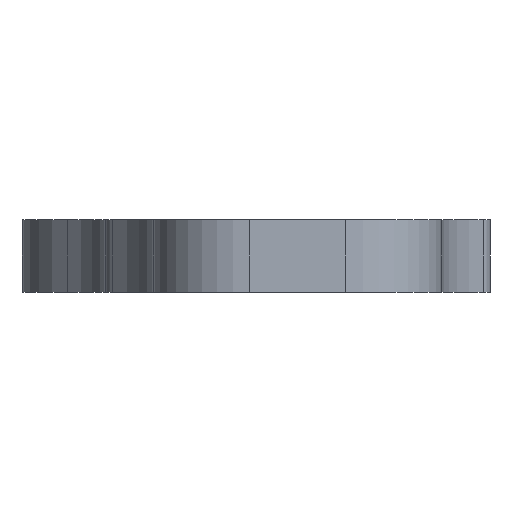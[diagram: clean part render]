
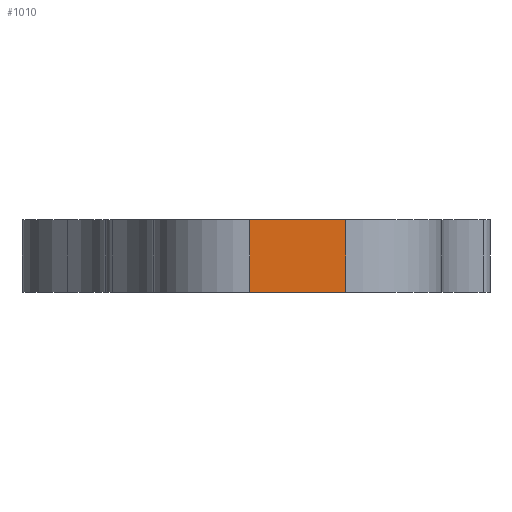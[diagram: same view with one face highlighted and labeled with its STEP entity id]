
A CAD part, left-side view. The second image highlights one B-rep face of the part: STEP entity #1010.
In plain terms, the highlighted planar face has unit normal (-1, 0, 0).
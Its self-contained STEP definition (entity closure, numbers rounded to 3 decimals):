
#38=PLANE('',#1120);
#75=FACE_OUTER_BOUND('',#132,.T.);
#132=EDGE_LOOP('',(#796,#797,#798,#799));
#180=LINE('',#1536,#272);
#199=LINE('',#1621,#291);
#200=LINE('',#1624,#292);
#219=LINE('',#1679,#311);
#272=VECTOR('',#1215,10.);
#291=VECTOR('',#1288,10.);
#292=VECTOR('',#1291,10.);
#311=VECTOR('',#1356,10.);
#427=VERTEX_POINT('',#1533);
#428=VERTEX_POINT('',#1535);
#467=VERTEX_POINT('',#1619);
#468=VERTEX_POINT('',#1623);
#532=EDGE_CURVE('',#427,#428,#180,.T.);
#575=EDGE_CURVE('',#467,#427,#199,.T.);
#576=EDGE_CURVE('',#428,#468,#200,.T.);
#604=EDGE_CURVE('',#468,#467,#219,.T.);
#796=ORIENTED_EDGE('',*,*,#575,.F.);
#797=ORIENTED_EDGE('',*,*,#604,.F.);
#798=ORIENTED_EDGE('',*,*,#576,.F.);
#799=ORIENTED_EDGE('',*,*,#532,.F.);
#1010=ADVANCED_FACE('',(#75),#38,.T.);
#1120=AXIS2_PLACEMENT_3D('',#1678,#1354,#1355);
#1215=DIRECTION('',(0.,1.,0.));
#1288=DIRECTION('',(0.,0.,-1.));
#1291=DIRECTION('',(0.,0.,1.));
#1354=DIRECTION('center_axis',(-1.,0.,0.));
#1355=DIRECTION('ref_axis',(0.,-1.,0.));
#1356=DIRECTION('',(0.,-1.,0.));
#1533=CARTESIAN_POINT('',(-27.85,0.152,0.));
#1535=CARTESIAN_POINT('',(-27.85,2.152,0.));
#1536=CARTESIAN_POINT('',(-27.85,-2.85,0.));
#1619=CARTESIAN_POINT('',(-27.85,0.152,1.5));
#1621=CARTESIAN_POINT('',(-27.85,0.152,0.75));
#1623=CARTESIAN_POINT('',(-27.85,2.152,1.5));
#1624=CARTESIAN_POINT('',(-27.85,2.152,0.75));
#1678=CARTESIAN_POINT('Origin',(-27.85,5.15,0.));
#1679=CARTESIAN_POINT('',(-27.85,-2.85,1.5));
